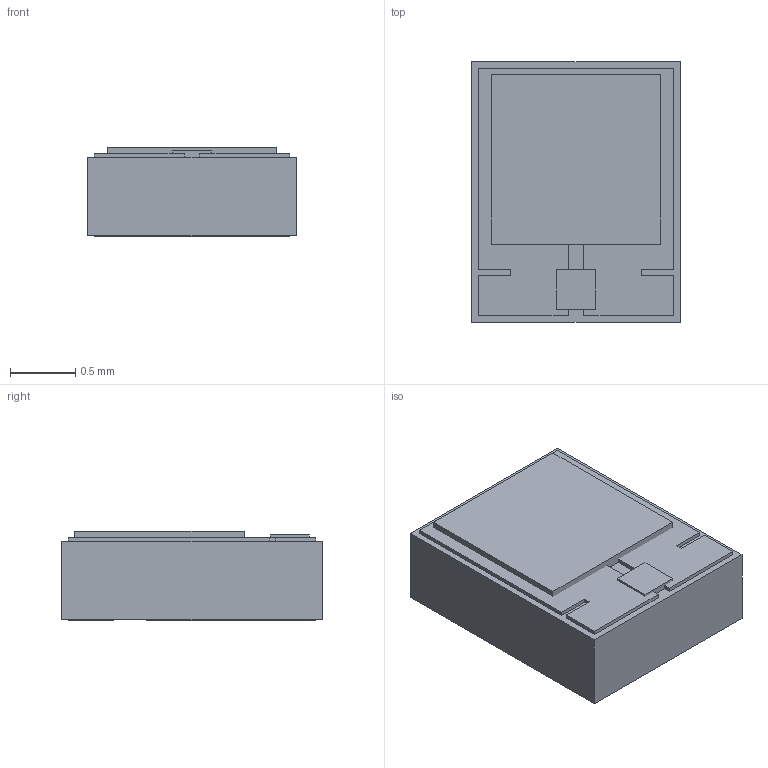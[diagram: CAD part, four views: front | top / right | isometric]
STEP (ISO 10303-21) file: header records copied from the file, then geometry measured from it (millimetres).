
FILE_DESCRIPTION(('FreeCAD Model'),'2;1');
FILE_NAME('Open CASCADE Shape Model','2023-08-11T16:45:03',(''),(''), 'Open CASCADE STEP processor 7.6','FreeCAD','Unknown');
FILE_SCHEMA(('AUTOMOTIVE_DESIGN { 1 0 10303 214 1 1 1 1 }'));
Length unit declared in the file: millimetre
Products named in the file (1): XL-C2016P2S10-65B
Bounding box: 1.6 x 2 x 0.69 mm (x, y, z)
Surface area: 27.1 mm2
Topology: 5 solids, 5 shells, 57 faces, 131 edges, 84 vertices
Faces by surface type: plane 57
Entity records: 3721 total; most frequent: CARTESIAN_POINT 535, DIRECTION 509, LINE 393, VECTOR 393, ORIENTED_EDGE 262, PCURVE 262, DEFINITIONAL_REPRESENTATION 262, EDGE_CURVE 131
